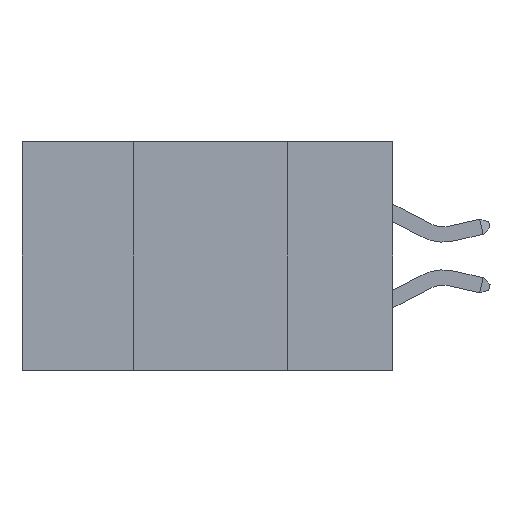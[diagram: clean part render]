
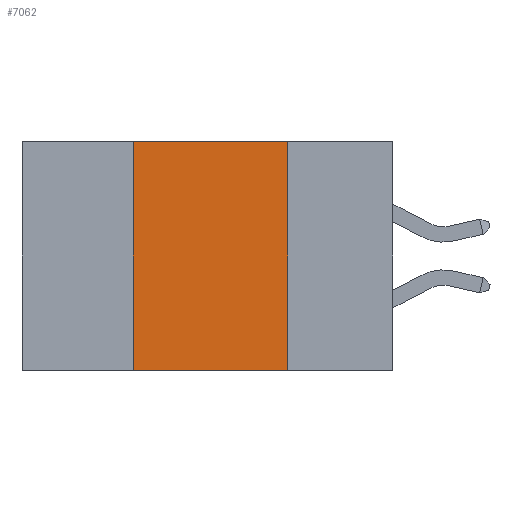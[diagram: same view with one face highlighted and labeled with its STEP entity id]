
A CAD part, left-side view. The second image highlights one B-rep face of the part: STEP entity #7062.
In plain terms, the highlighted planar face has unit normal (-1, 0, 0).
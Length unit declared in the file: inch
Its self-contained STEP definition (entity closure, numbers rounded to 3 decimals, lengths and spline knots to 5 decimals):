
#136 = PLANE ( 'NONE',  #26353 ) ;
#1295 = LINE ( 'NONE', #18897, #25800 ) ;
#1578 = DIRECTION ( 'NONE',  ( 0., 0., -1. ) ) ;
#2006 = CARTESIAN_POINT ( 'NONE',  ( 0., 0.17, -0.37 ) ) ;
#2408 = DIRECTION ( 'NONE',  ( 0., 0., -1. ) ) ;
#3135 = ORIENTED_EDGE ( 'NONE', *, *, #10556, .T. ) ;
#3266 = VERTEX_POINT ( 'NONE', #28635 ) ;
#3579 = DIRECTION ( 'NONE',  ( 0., 0., 1. ) ) ;
#3778 = CARTESIAN_POINT ( 'NONE',  ( 0., 0.42, 0. ) ) ;
#4264 = CARTESIAN_POINT ( 'NONE',  ( 0., 0.6, -0.37 ) ) ;
#5640 = EDGE_CURVE ( 'NONE', #13739, #27183, #28509, .T. ) ;
#6247 = EDGE_CURVE ( 'NONE', #3266, #13739, #19139, .T. ) ;
#7062 = ADVANCED_FACE ( 'NONE', ( #23263 ), #136, .F. ) ;
#7422 = LINE ( 'NONE', #4264, #18583 ) ;
#8400 = VECTOR ( 'NONE', #13280, 39.37008 ) ;
#10556 = EDGE_CURVE ( 'NONE', #3266, #11022, #7422, .T. ) ;
#11022 = VERTEX_POINT ( 'NONE', #2006 ) ;
#11639 = ORIENTED_EDGE ( 'NONE', *, *, #16534, .F. ) ;
#13280 = DIRECTION ( 'NONE',  ( 0., -1., 0. ) ) ;
#13739 = VERTEX_POINT ( 'NONE', #3778 ) ;
#15896 = DIRECTION ( 'NONE',  ( 0., -1., 0. ) ) ;
#16534 = EDGE_CURVE ( 'NONE', #27183, #11022, #1295, .T. ) ;
#16908 = ORIENTED_EDGE ( 'NONE', *, *, #6247, .F. ) ;
#18401 = VECTOR ( 'NONE', #3579, 39.37008 ) ;
#18583 = VECTOR ( 'NONE', #15896, 39.37008 ) ;
#18897 = CARTESIAN_POINT ( 'NONE',  ( 0., 0.17, 0. ) ) ;
#19139 = LINE ( 'NONE', #29254, #18401 ) ;
#19206 = CARTESIAN_POINT ( 'NONE',  ( 0., 0.6, 0. ) ) ;
#23263 = FACE_OUTER_BOUND ( 'NONE', #24053, .T. ) ;
#23588 = ORIENTED_EDGE ( 'NONE', *, *, #5640, .F. ) ;
#24053 = EDGE_LOOP ( 'NONE', ( #11639, #23588, #16908, #3135 ) ) ;
#25800 = VECTOR ( 'NONE', #1578, 39.37008 ) ;
#26353 = AXIS2_PLACEMENT_3D ( 'NONE', #19206, #26369, #2408 ) ;
#26369 = DIRECTION ( 'NONE',  ( 1., 0., 0. ) ) ;
#27183 = VERTEX_POINT ( 'NONE', #29232 ) ;
#28509 = LINE ( 'NONE', #29950, #8400 ) ;
#28635 = CARTESIAN_POINT ( 'NONE',  ( 0., 0.42, -0.37 ) ) ;
#29232 = CARTESIAN_POINT ( 'NONE',  ( 0., 0.17, 0. ) ) ;
#29254 = CARTESIAN_POINT ( 'NONE',  ( 0., 0.42, 0. ) ) ;
#29950 = CARTESIAN_POINT ( 'NONE',  ( 0., 0.6, 0. ) ) ;
